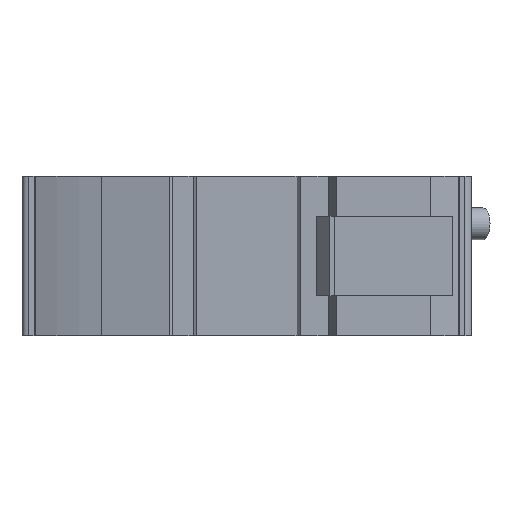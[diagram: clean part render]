
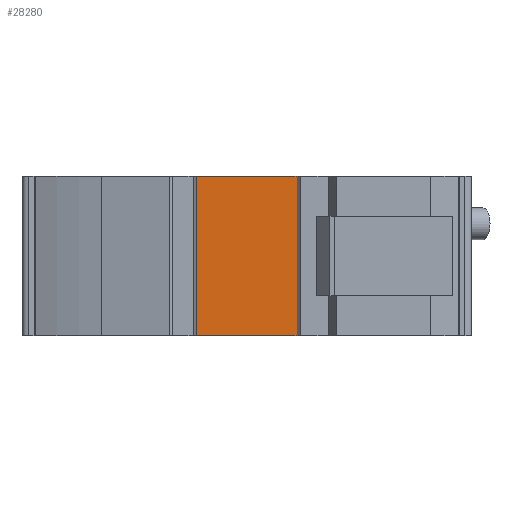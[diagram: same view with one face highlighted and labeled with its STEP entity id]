
A CAD part, front view. The second image highlights one B-rep face of the part: STEP entity #28280.
In plain terms, the highlighted planar face has unit normal (0, -1, 0).
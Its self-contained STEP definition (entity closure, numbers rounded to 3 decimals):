
#440=CARTESIAN_POINT('',(-11.05,11.85,-67.8));
#450=VERTEX_POINT('',#440);
#480=CARTESIAN_POINT('',(0.,11.85,-67.8));
#490=DIRECTION('',(1.,0.,0.));
#500=VECTOR('',#490,1.);
#510=LINE('',#480,#500);
#520=CARTESIAN_POINT('',(11.05,11.85,-67.8));
#530=VERTEX_POINT('',#520);
#540=EDGE_CURVE('',#450,#530,#510,.T.);
#8380=CARTESIAN_POINT('',(11.05,11.85,-32.6));
#8390=VERTEX_POINT('',#8380);
#8420=CARTESIAN_POINT('',(0.,11.85,-32.6));
#8430=DIRECTION('',(-1.,0.,0.));
#8440=VECTOR('',#8430,1.);
#8450=LINE('',#8420,#8440);
#8460=CARTESIAN_POINT('',(-11.05,11.85,-32.6));
#8470=VERTEX_POINT('',#8460);
#8480=EDGE_CURVE('',#8390,#8470,#8450,.T.);
#25440=CARTESIAN_POINT('',(11.05,11.85,-59.));
#25450=DIRECTION('',(0.,0.,1.));
#25460=VECTOR('',#25450,1.);
#25470=LINE('',#25440,#25460);
#25480=EDGE_CURVE('',#530,#8390,#25470,.T.);
#28000=CARTESIAN_POINT('',(-11.05,11.85,-59.));
#28010=DIRECTION('',(0.,0.,1.));
#28020=VECTOR('',#28010,1.);
#28030=LINE('',#28000,#28020);
#28040=EDGE_CURVE('',#450,#8470,#28030,.T.);
#28170=CARTESIAN_POINT('',(11.05,11.85,-67.8));
#28180=DIRECTION('',(0.,-1.,0.));
#28190=DIRECTION('',(1.,0.,0.));
#28200=AXIS2_PLACEMENT_3D('',#28170,#28180,#28190);
#28210=PLANE('',#28200);
#28220=ORIENTED_EDGE('',*,*,#28040,.F.);
#28230=ORIENTED_EDGE('',*,*,#8480,.T.);
#28240=ORIENTED_EDGE('',*,*,#25480,.T.);
#28250=ORIENTED_EDGE('',*,*,#540,.T.);
#28260=EDGE_LOOP('',(#28250,#28240,#28230,#28220));
#28270=FACE_OUTER_BOUND('',#28260,.T.);
#28280=ADVANCED_FACE('',(#28270),#28210,.T.);
